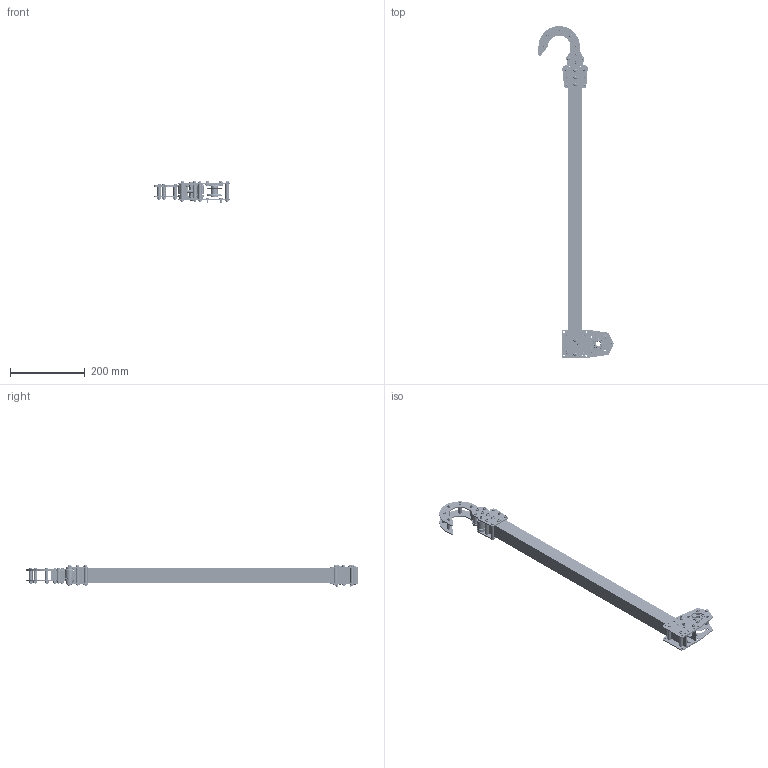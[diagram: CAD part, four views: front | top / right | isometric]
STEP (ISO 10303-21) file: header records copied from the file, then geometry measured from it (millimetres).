
FILE_DESCRIPTION (( 'STEP AP214' ), '1' );
FILE_NAME ('am-4667 1 Stage Climber in a Box.STEP', '2022-09-20T19:14:09', ( '' ), ( '' ), 'SwSTEP 2.0', 'SolidWorks 2022', '' );
FILE_SCHEMA (( 'AUTOMOTIVE_DESIGN' ));
Length unit declared in the file: inch
Products named in the file (32): am-4661 1.5in to 1.0in Tubing Bearing Kit; am-4646 Climber In A Box Winch Plate; am-1009 5-16 flat washer; am-3876 1000long .192ID Aluminum Spacer; am-4660 Climber in a Box Hook Kit; 1x1 Simple Example Tube; 92510A651_ALUM UNTHRD SPACER_92510A651; 92510A571_ALUM UNTHRD SPACER_92510A571; 90480A195_Low-Strength Steel Hex Nut_90480A195; am-4456 8 mm ID 22 mm OD Shielded Bearing 608ZZ_57155K629; am-4667 1 Stage Climber in a Box; am-4630 1x1 Clamp Slider Block; SHCS 10-32 x 2_HX-SHCS 0.19-32x2x1.125-C; am-xxxx 1.313t x .192id x .375od AS38-10-84; am-4663 1.5IN Winch Kit; am-4661 1.0 Nylon Bearing Clamp Sub Assembly; am-4644 Climber In A Box 1.5IN Bearing Plate; am-2986 FR8ZZ Hex Bearing; 10-32 Nylock Jam Nut_90633A411; am-4647_1500 Full Winch Spool 1.5 in. Wide; am-4669 1.5 x 1.5 x 30 Full Drilled 1 Stage Tube; BHCS 10-32 x 0.375 patch am-1588_92360A244; 10 Washer am-1026; am-xxxx 5-16OD x .875 10-32 Round AL Standoff_93330A475; FHCS 10-32x0.50_SCHCSCREW 0.19-32x0.75x0.75-HX-C; am-xxxx .688t x .375ID x .500OD 13RS050094 Nylon Spacer; BHCS 10-32 x 0.5_SBHCSCREW 0.19-32x0.5-HX-C; 1.125 1.75in Bearing Plate; 10-32x1500_shcs_HX-SHCS 0.19-32x1.375x1-C; am-4629 Inside Slider Block; SH8J30 Spring; am-4654 Climber In A Box Hook Plate
Assembly tree (139 placements, depth 3):
  am-4667 1 Stage Climber in a Box
    am-4669 1.5 x 1.5 x 30 Full Drilled 1 Stage Tube
    1x1 Simple Example Tube
    am-4660 Climber in a Box Hook Kit
      am-4654 Climber In A Box Hook Plate  x2
      am-3876 1000long .192ID Aluminum Spacer  x7
      10-32 Nylock Jam Nut_90633A411  x9
      10-32x1500_shcs_HX-SHCS 0.19-32x1.375x1-C  x9
    am-4661 1.5in to 1.0in Tubing Bearing Kit
      am-4644 Climber In A Box 1.5IN Bearing Plate  x2
      SHCS 10-32 x 2_HX-SHCS 0.19-32x2x1.125-C  x6
      10-32 Nylock Jam Nut_90633A411  x8
      BHCS 10-32 x 0.375 patch am-1588_92360A244  x8
      10 Washer am-1026  x6
      92510A651_ALUM UNTHRD SPACER_92510A651  x4
      am-1009 5-16 flat washer  x8
      am-4456 8 mm ID 22 mm OD Shielded Bearing 608ZZ_57155K629  x4
      92510A571_ALUM UNTHRD SPACER_92510A571  x2
      am-xxxx .688t x .375ID x .500OD 13RS050094 Nylon Spacer  x2
      SH8J30 Spring  x2
      am-4629 Inside Slider Block  x2
      90480A195_Low-Strength Steel Hex Nut_90480A195  x6
    am-4661 1.0 Nylon Bearing Clamp Sub Assembly
      am-4630 1x1 Clamp Slider Block  x2
      FHCS 10-32x0.50_SCHCSCREW 0.19-32x0.75x0.75-HX-C  x4
      am-xxxx 5-16OD x .875 10-32 Round AL Standoff_93330A475
      10-32 Nylock Jam Nut_90633A411  x2
    am-4663 1.5IN Winch Kit
      am-4646 Climber In A Box Winch Plate  x2
      BHCS 10-32 x 0.5_SBHCSCREW 0.19-32x0.5-HX-C  x8
      10-32 Nylock Jam Nut_90633A411  x12
      am-xxxx 1.313t x .192id x .375od AS38-10-84
      am-2986 FR8ZZ Hex Bearing
      1.125 1.75in Bearing Plate
      92510A651_ALUM UNTHRD SPACER_92510A651  x5
      SHCS 10-32 x 2_HX-SHCS 0.19-32x2x1.125-C  x6
      am-4647_1500 Full Winch Spool 1.5 in. Wide
Bounding box: 201.59 x 890.84 x 60.33 mm (x, y, z)
Volume: 522765 mm3; surface area: 581031.3 mm2
Topology: 218 solids, 218 shells, 4551 faces, 10696 edges, 6689 vertices
Faces by surface type: plane 1534, cylinder 1241, cone 1126, bspline 423, torus 139, sphere 88
Full cylindrical faces by diameter (mm): 4.091 x31, 4.178 x93, 4.826 x157, 4.877 x19, 4.978 x2, 5.105 x104, 5.156 x6, 6.08 x31, 6.35 x6, 7.937 x21, 7.938 x3, 8 x4, 8.255 x4, 8.763 x8, 9.169 x16, 9.525 x19, 10.213 x8, 12.649 x6, 12.7 x2, 13.681 x16, 15.494 x2, 16.319 x16, 17.526 x8, 19.05 x3, 22 x4, 26.035 x2, 28.194 x1, 28.575 x3, 31.115 x1, 38.354 x2
Entity records: 54621 total; most frequent: CARTESIAN_POINT 32553, DIRECTION 4245, ORIENTED_EDGE 3790, EDGE_CURVE 1895, AXIS2_PLACEMENT_3D 1729, VERTEX_POINT 1321, EDGE_LOOP 1312, FACE_OUTER_BOUND 1033
